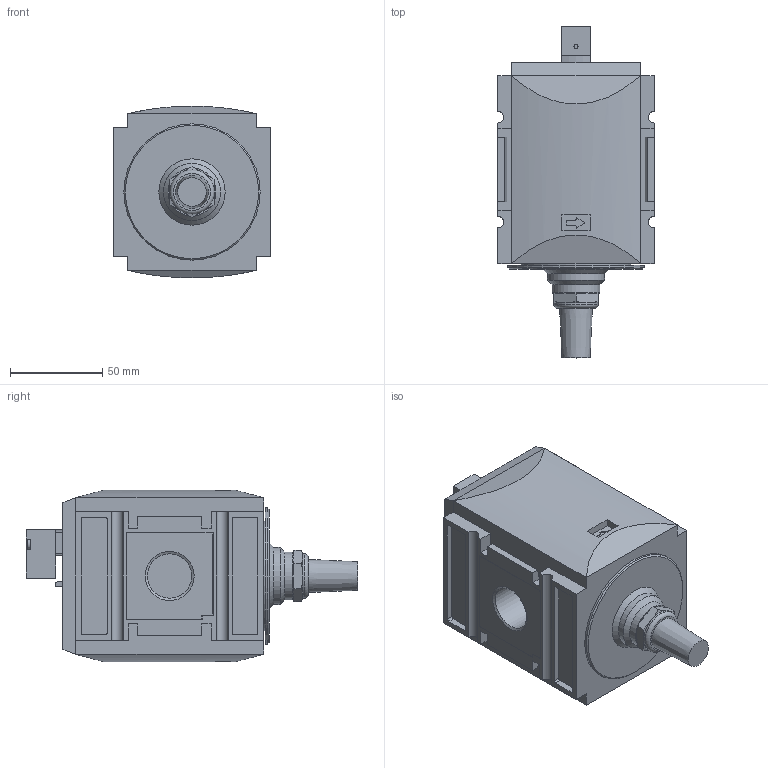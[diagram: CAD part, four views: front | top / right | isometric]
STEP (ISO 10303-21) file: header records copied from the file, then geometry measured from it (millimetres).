
FILE_DESCRIPTION( ( 'STEP AP203' ), '1' );
FILE_NAME( '94014.FF10.stp', '2018-12-10T14:41:50', ( '' ), ( '' ), ' ', 'PARTsolutions', ' ' );
FILE_SCHEMA( ( 'CONFIG_CONTROL_DESIGN' ) );
Length unit declared in the file: millimetre
Products named in the file (4): 94014.FF10; _FU 975G 3/4000-1; _pneumatisch betaetigt; _567-4/M_2_G1/2
Assembly tree (3 placements, depth 2):
  94014.FF10
    _FU 975G 3/4000-1
    _pneumatisch betaetigt
    _567-4/M_2_G1/2
Bounding box: 85 x 180.3 x 93.24 mm (x, y, z)
Volume: 782272.3 mm3; surface area: 77301.8 mm2
Topology: 3 solids, 3 shells, 352 faces, 891 edges, 582 vertices
Faces by surface type: plane 205, cylinder 116, cone 27, torus 2, bspline 2
Full cylindrical faces by diameter (mm): 2 x3, 2.2 x4, 2.459 x2, 3 x2, 5.3 x2, 8.566 x1, 18 x1, 18.631 x1, 20.955 x1, 24 x1, 24.117 x2, 26 x1, 31 x1, 50 x1, 50.7 x1, 60 x1, 74 x1
Entity records: 10505 total; most frequent: CARTESIAN_POINT 1943, DIRECTION 1786, ORIENTED_EDGE 1668, EDGE_CURVE 834, AXIS2_PLACEMENT_3D 624, VERTEX_POINT 569, LINE 538, VECTOR 538
